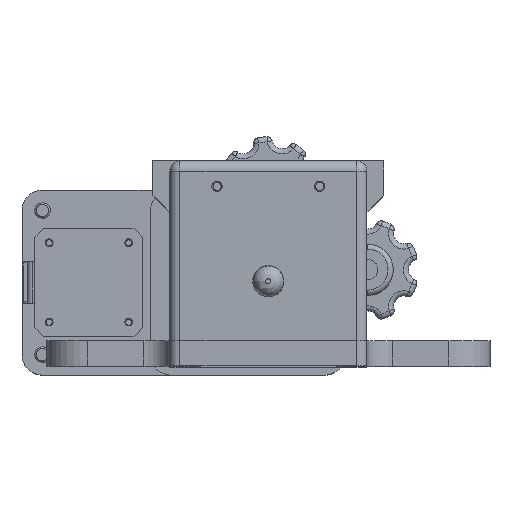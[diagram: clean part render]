
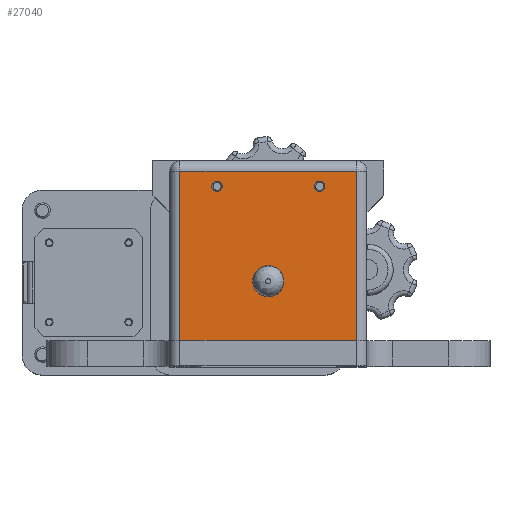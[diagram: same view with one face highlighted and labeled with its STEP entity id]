
A CAD part, top view. The second image highlights one B-rep face of the part: STEP entity #27040.
In plain terms, the highlighted planar face has unit normal (0, 0, 1).
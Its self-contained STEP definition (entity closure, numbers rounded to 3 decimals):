
#1168=FACE_BOUND('',#3767,.T.);
#1169=FACE_BOUND('',#3768,.T.);
#1170=FACE_BOUND('',#3769,.T.);
#1790=PLANE('',#29332);
#2208=FACE_OUTER_BOUND('',#3766,.T.);
#3766=EDGE_LOOP('',(#18479,#18480,#18481,#18482));
#3767=EDGE_LOOP('',(#18483));
#3768=EDGE_LOOP('',(#18484));
#3769=EDGE_LOOP('',(#18485));
#5640=LINE('',#43271,#7062);
#5643=LINE('',#43289,#7065);
#5646=LINE('',#43293,#7068);
#5649=LINE('',#43301,#7071);
#7062=VECTOR('',#33760,10.);
#7065=VECTOR('',#33779,10.);
#7068=VECTOR('',#33784,10.);
#7071=VECTOR('',#33793,10.);
#8515=CIRCLE('',#29333,6.1);
#8516=CIRCLE('',#29334,2.);
#8517=CIRCLE('',#29335,2.);
#10972=VERTEX_POINT('',#43260);
#10975=VERTEX_POINT('',#43267);
#10981=VERTEX_POINT('',#43282);
#10983=VERTEX_POINT('',#43287);
#10986=VERTEX_POINT('',#43302);
#10987=VERTEX_POINT('',#43304);
#10988=VERTEX_POINT('',#43306);
#13992=EDGE_CURVE('',#10972,#10975,#5640,.T.);
#14000=EDGE_CURVE('',#10983,#10981,#5643,.T.);
#14003=EDGE_CURVE('',#10981,#10972,#5646,.T.);
#14007=EDGE_CURVE('',#10983,#10975,#5649,.T.);
#14008=EDGE_CURVE('',#10986,#10986,#8515,.T.);
#14009=EDGE_CURVE('',#10987,#10987,#8516,.T.);
#14010=EDGE_CURVE('',#10988,#10988,#8517,.T.);
#18479=ORIENTED_EDGE('',*,*,#13992,.F.);
#18480=ORIENTED_EDGE('',*,*,#14003,.F.);
#18481=ORIENTED_EDGE('',*,*,#14000,.F.);
#18482=ORIENTED_EDGE('',*,*,#14007,.T.);
#18483=ORIENTED_EDGE('',*,*,#14008,.T.);
#18484=ORIENTED_EDGE('',*,*,#14009,.T.);
#18485=ORIENTED_EDGE('',*,*,#14010,.T.);
#27040=ADVANCED_FACE('',(#2208,#1168,#1169,#1170),#1790,.T.);
#29332=AXIS2_PLACEMENT_3D('',#43300,#33791,#33792);
#29333=AXIS2_PLACEMENT_3D('',#43303,#33794,#33795);
#29334=AXIS2_PLACEMENT_3D('',#43305,#33796,#33797);
#29335=AXIS2_PLACEMENT_3D('',#43307,#33798,#33799);
#33760=DIRECTION('',(0.,-1.,0.));
#33779=DIRECTION('',(0.,1.,0.));
#33784=DIRECTION('',(1.,0.,0.));
#33791=DIRECTION('center_axis',(0.,0.,1.));
#33792=DIRECTION('ref_axis',(1.,0.,0.));
#33793=DIRECTION('',(1.,0.,0.));
#33794=DIRECTION('center_axis',(0.,0.,-1.));
#33795=DIRECTION('ref_axis',(1.,0.,0.));
#33796=DIRECTION('center_axis',(0.,0.,-1.));
#33797=DIRECTION('ref_axis',(-1.,0.,0.));
#33798=DIRECTION('center_axis',(0.,0.,-1.));
#33799=DIRECTION('ref_axis',(-1.,0.,0.));
#43260=CARTESIAN_POINT('',(34.5,76.,150.));
#43267=CARTESIAN_POINT('',(34.5,10.,150.));
#43271=CARTESIAN_POINT('',(34.5,10.,150.));
#43282=CARTESIAN_POINT('',(-34.5,76.,150.));
#43287=CARTESIAN_POINT('',(-34.5,10.,150.));
#43289=CARTESIAN_POINT('',(-34.5,10.,150.));
#43293=CARTESIAN_POINT('',(-19.25,76.,150.));
#43300=CARTESIAN_POINT('Origin',(-38.5,10.,150.));
#43301=CARTESIAN_POINT('',(-38.5,10.,150.));
#43302=CARTESIAN_POINT('',(-6.1,33.,150.));
#43303=CARTESIAN_POINT('Origin',(0.,33.,150.));
#43304=CARTESIAN_POINT('',(22.,70.,150.));
#43305=CARTESIAN_POINT('Origin',(20.,70.,150.));
#43306=CARTESIAN_POINT('',(-18.,70.,150.));
#43307=CARTESIAN_POINT('Origin',(-20.,70.,150.));
